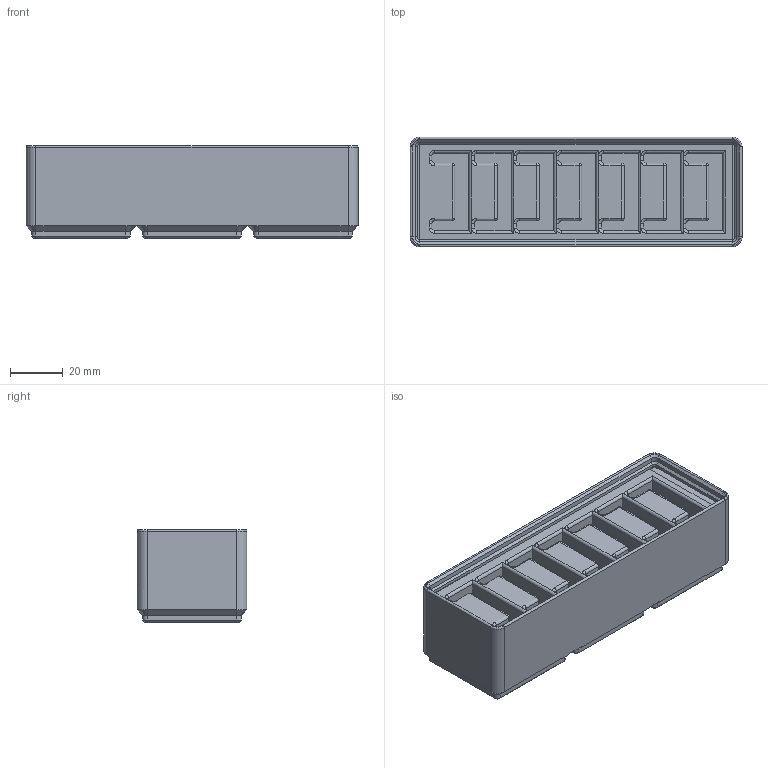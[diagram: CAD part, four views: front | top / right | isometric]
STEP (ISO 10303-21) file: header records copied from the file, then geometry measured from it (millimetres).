
FILE_DESCRIPTION(('FreeCAD Model'),'2;1');
FILE_NAME('Open CASCADE Shape Model','2024-04-20T15:40:46',('Author'),( ''),'Open CASCADE STEP processor 7.6','FreeCAD','Unknown');
FILE_SCHEMA(('AUTOMOTIVE_DESIGN { 1 0 10303 214 1 1 1 1 }'));
Length unit declared in the file: millimetre
Products named in the file (1): Divider Storage
Bounding box: 125.5 x 41.5 x 35 mm (x, y, z)
Volume: 116114 mm3; surface area: 38560 mm2
Topology: 1 solids, 1 shells, 390 faces, 869 edges, 512 vertices
Faces by surface type: plane 154, cylinder 150, torus 36, cone 36, revolution 14
Full cylindrical faces by diameter (mm): 3 x12, 6.5 x12
Entity records: 11025 total; most frequent: CARTESIAN_POINT 2253, DIRECTION 1937, ORIENTED_EDGE 1738, EDGE_CURVE 869, AXIS2_PLACEMENT_3D 752, VERTEX_POINT 512, FACE_BOUND 421, EDGE_LOOP 421
